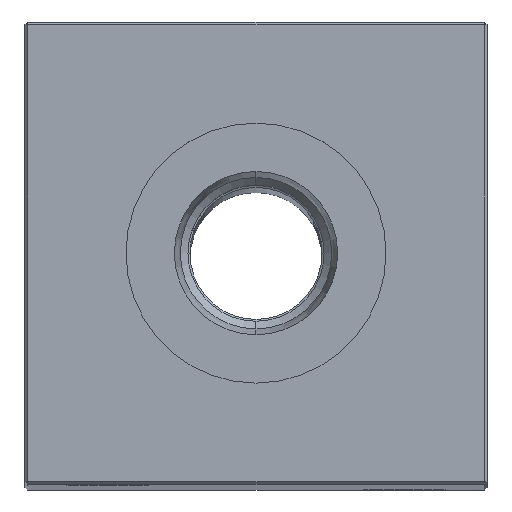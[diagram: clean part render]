
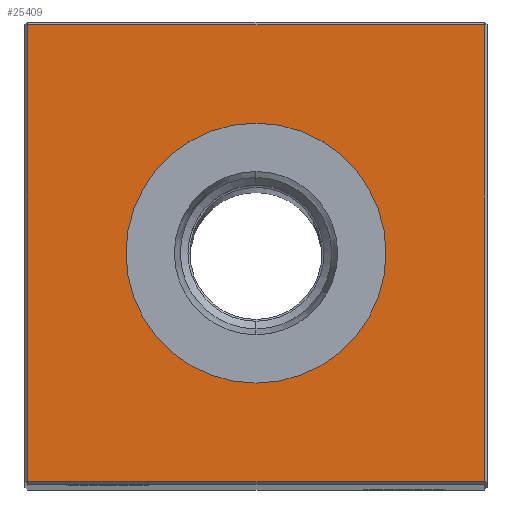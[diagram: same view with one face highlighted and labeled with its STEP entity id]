
A CAD part, top view. The second image highlights one B-rep face of the part: STEP entity #25409.
In plain terms, the highlighted planar face has unit normal (0, 0, 1).
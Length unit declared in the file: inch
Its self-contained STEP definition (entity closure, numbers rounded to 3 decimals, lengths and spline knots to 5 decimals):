
#604 = VECTOR ( 'NONE', #18616, 39.37008 ) ;
#2696 = VERTEX_POINT ( 'NONE', #21766 ) ;
#2727 = CARTESIAN_POINT ( 'NONE',  ( 0.865, 0., 12.5 ) ) ;
#3471 = EDGE_CURVE ( 'NONE', #14201, #2696, #8841, .T. ) ;
#3549 = VECTOR ( 'NONE', #22495, 39.37008 ) ;
#3628 = EDGE_CURVE ( 'NONE', #8911, #25033, #17655, .T. ) ;
#3631 = CARTESIAN_POINT ( 'NONE',  ( 0., 0., 12.5 ) ) ;
#3925 = VECTOR ( 'NONE', #24223, 39.37008 ) ;
#4137 = EDGE_LOOP ( 'NONE', ( #12156, #15250 ) ) ;
#4141 = ORIENTED_EDGE ( 'NONE', *, *, #9374, .T. ) ;
#4486 = ORIENTED_EDGE ( 'NONE', *, *, #3471, .T. ) ;
#5358 = EDGE_CURVE ( 'NONE', #13043, #17880, #12280, .T. ) ;
#6230 = CARTESIAN_POINT ( 'NONE',  ( 0., -0.49213, 12.5 ) ) ;
#7847 = AXIS2_PLACEMENT_3D ( 'NONE', #22893, #9065, #17032 ) ;
#8233 = DIRECTION ( 'NONE',  ( 1., 0., 0. ) ) ;
#8330 = CARTESIAN_POINT ( 'NONE',  ( 0., 0.865, 12.5 ) ) ;
#8841 = LINE ( 'NONE', #8330, #3925 ) ;
#8911 = VERTEX_POINT ( 'NONE', #16307 ) ;
#9065 = DIRECTION ( 'NONE',  ( 0., 0., -1. ) ) ;
#9097 = FACE_BOUND ( 'NONE', #4137, .T. ) ;
#9226 = FACE_OUTER_BOUND ( 'NONE', #25005, .T. ) ;
#9374 = EDGE_CURVE ( 'NONE', #25033, #14201, #16669, .T. ) ;
#9686 = CARTESIAN_POINT ( 'NONE',  ( 0., -0.865, 12.5 ) ) ;
#11150 = CARTESIAN_POINT ( 'NONE',  ( 0.865, 0.865, 12.5 ) ) ;
#11579 = DIRECTION ( 'NONE',  ( 0., 0., -1. ) ) ;
#12156 = ORIENTED_EDGE ( 'NONE', *, *, #18264, .T. ) ;
#12158 = DIRECTION ( 'NONE',  ( -1., 0., 0. ) ) ;
#12280 = CIRCLE ( 'NONE', #14801, 0.49213 ) ;
#12681 = DIRECTION ( 'NONE',  ( 0., 0., -1. ) ) ;
#13043 = VERTEX_POINT ( 'NONE', #6230 ) ;
#13284 = ORIENTED_EDGE ( 'NONE', *, *, #3628, .T. ) ;
#14044 = CARTESIAN_POINT ( 'NONE',  ( -0.865, 0., 12.5 ) ) ;
#14201 = VERTEX_POINT ( 'NONE', #11150 ) ;
#14295 = LINE ( 'NONE', #14044, #3549 ) ;
#14801 = AXIS2_PLACEMENT_3D ( 'NONE', #20360, #12681, #12158 ) ;
#15179 = VECTOR ( 'NONE', #8233, 39.37008 ) ;
#15250 = ORIENTED_EDGE ( 'NONE', *, *, #5358, .T. ) ;
#15361 = CIRCLE ( 'NONE', #7847, 0.49213 ) ;
#16307 = CARTESIAN_POINT ( 'NONE',  ( -0.865, -0.865, 12.5 ) ) ;
#16669 = LINE ( 'NONE', #2727, #604 ) ;
#17032 = DIRECTION ( 'NONE',  ( -1., 0., 0. ) ) ;
#17655 = LINE ( 'NONE', #9686, #15179 ) ;
#17880 = VERTEX_POINT ( 'NONE', #20955 ) ;
#18192 = ORIENTED_EDGE ( 'NONE', *, *, #22942, .T. ) ;
#18264 = EDGE_CURVE ( 'NONE', #17880, #13043, #15361, .T. ) ;
#18616 = DIRECTION ( 'NONE',  ( 0., 1., 0. ) ) ;
#19518 = DIRECTION ( 'NONE',  ( -1., 0., 0. ) ) ;
#20360 = CARTESIAN_POINT ( 'NONE',  ( 0., 0., 12.5 ) ) ;
#20955 = CARTESIAN_POINT ( 'NONE',  ( 0., 0.49213, 12.5 ) ) ;
#21479 = PLANE ( 'NONE',  #24819 ) ;
#21766 = CARTESIAN_POINT ( 'NONE',  ( -0.865, 0.865, 12.5 ) ) ;
#22339 = CARTESIAN_POINT ( 'NONE',  ( 0.865, -0.865, 12.5 ) ) ;
#22495 = DIRECTION ( 'NONE',  ( 0., -1., 0. ) ) ;
#22893 = CARTESIAN_POINT ( 'NONE',  ( 0., 0., 12.5 ) ) ;
#22942 = EDGE_CURVE ( 'NONE', #2696, #8911, #14295, .T. ) ;
#24223 = DIRECTION ( 'NONE',  ( -1., 0., 0. ) ) ;
#24819 = AXIS2_PLACEMENT_3D ( 'NONE', #3631, #11579, #19518 ) ;
#25005 = EDGE_LOOP ( 'NONE', ( #18192, #13284, #4141, #4486 ) ) ;
#25033 = VERTEX_POINT ( 'NONE', #22339 ) ;
#25409 = ADVANCED_FACE ( 'NONE', ( #9226, #9097 ), #21479, .F. ) ;
